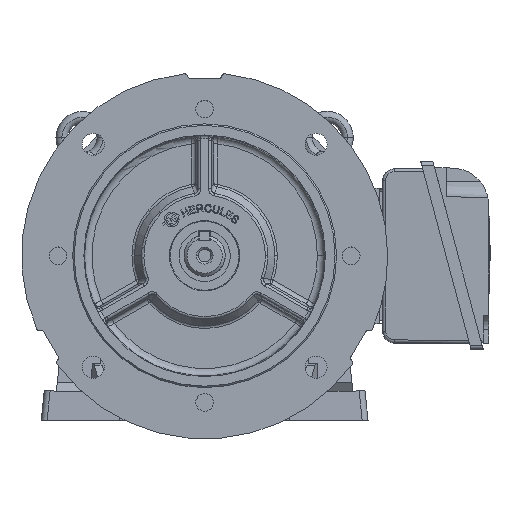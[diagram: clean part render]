
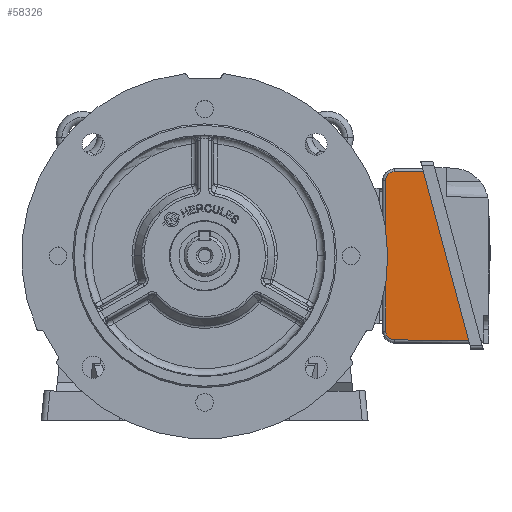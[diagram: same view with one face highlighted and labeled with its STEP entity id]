
A CAD part, top view. The second image highlights one B-rep face of the part: STEP entity #58326.
In plain terms, the highlighted planar face has unit normal (-0.017, -0.004, 1).
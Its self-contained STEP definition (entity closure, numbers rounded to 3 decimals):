
#1277 = CARTESIAN_POINT ( 'NONE',  ( 123.466, -51.329, 47.299 ) ) ;
#2392 = CARTESIAN_POINT ( 'NONE',  ( 123.466, -54.819, 47.283 ) ) ;
#3391 = DIRECTION ( 'NONE',  ( 1., 0., 0.017 ) ) ;
#5141 = DIRECTION ( 'NONE',  ( -0.017, -0.005, 1. ) ) ;
#5444 = CARTESIAN_POINT ( 'NONE',  ( 129.396, 57.379, 47.89 ) ) ;
#11375 = CARTESIAN_POINT ( 'NONE',  ( 129.362, 57.378, 47.889 ) ) ;
#12723 = EDGE_CURVE ( 'NONE', #18406, #41441, #50524, .T. ) ;
#13469 = LINE ( 'NONE', #59966, #17141 ) ;
#14660 = EDGE_CURVE ( 'NONE', #48546, #28352, #43368, .T. ) ;
#14806 = CARTESIAN_POINT ( 'NONE',  ( 150.65, 57.75, 48.25 ) ) ;
#16028 = ORIENTED_EDGE ( 'NONE', *, *, #14660, .T. ) ;
#17141 = VECTOR ( 'NONE', #72393, 1000. ) ;
#18406 = VERTEX_POINT ( 'NONE', #21000 ) ;
#20010 = PLANE ( 'NONE',  #26362 ) ;
#21000 = CARTESIAN_POINT ( 'NONE',  ( 129.414, -57.328, 47.372 ) ) ;
#22361 = CARTESIAN_POINT ( 'NONE',  ( 123.466, 54.846, 47.779 ) ) ;
#22796 = VECTOR ( 'NONE', #60386, 1000. ) ;
#24275 = ORIENTED_EDGE ( 'NONE', *, *, #54711, .T. ) ;
#24518 = CARTESIAN_POINT ( 'NONE',  ( 181.607, -57.784, 48.25 ) ) ;
#25695 = FACE_OUTER_BOUND ( 'NONE', #54831, .T. ) ;
#26362 = AXIS2_PLACEMENT_3D ( 'NONE', #72157, #5141, #3391 ) ;
#28352 = VERTEX_POINT ( 'NONE', #36253 ) ;
#28955 = ORIENTED_EDGE ( 'NONE', *, *, #74469, .T. ) ;
#30403 = CARTESIAN_POINT ( 'NONE',  ( 129.414, -57.328, 47.372 ) ) ;
#32593 =( BOUNDED_CURVE ( )  B_SPLINE_CURVE ( 3, ( #11375, #74116, #22361, #57110 ),
 .UNSPECIFIED., .F., .F. ) 
 B_SPLINE_CURVE_WITH_KNOTS ( ( 4, 4 ),
 ( 1.326, 2.88 ),
 .UNSPECIFIED. ) 
 CURVE ( )  GEOMETRIC_REPRESENTATION_ITEM ( )  RATIONAL_B_SPLINE_CURVE ( ( 1., 0.809, 0.809, 1. ) ) 
 REPRESENTATION_ITEM ( '' )  );
#36253 = CARTESIAN_POINT ( 'NONE',  ( 123.466, -51.329, 47.299 ) ) ;
#37318 = CARTESIAN_POINT ( 'NONE',  ( 123.466, 10.284, 47.577 ) ) ;
#37516 = EDGE_CURVE ( 'NONE', #41441, #73308, #13469, .T. ) ;
#41441 = VERTEX_POINT ( 'NONE', #24518 ) ;
#43368 = LINE ( 'NONE', #37318, #22796 ) ;
#45165 = ORIENTED_EDGE ( 'NONE', *, *, #12723, .T. ) ;
#45900 = LINE ( 'NONE', #5444, #54994 ) ;
#48546 = VERTEX_POINT ( 'NONE', #62536 ) ;
#50524 = LINE ( 'NONE', #55045, #58016 ) ;
#51177 = DIRECTION ( 'NONE',  ( -1., -0.017, -0.017 ) ) ;
#53619 = ORIENTED_EDGE ( 'NONE', *, *, #37516, .T. ) ;
#54711 = EDGE_CURVE ( 'NONE', #73308, #58231, #45900, .T. ) ;
#54831 = EDGE_LOOP ( 'NONE', ( #60313, #45165, #53619, #24275, #28955, #16028 ) ) ;
#54994 = VECTOR ( 'NONE', #51177, 1000. ) ;
#55045 = CARTESIAN_POINT ( 'NONE',  ( 162.782, -57.62, 47.933 ) ) ;
#55828 = EDGE_CURVE ( 'NONE', #28352, #18406, #66230, .T. ) ;
#57110 = CARTESIAN_POINT ( 'NONE',  ( 123.466, 51.379, 47.763 ) ) ;
#58016 = VECTOR ( 'NONE', #67873, 1000. ) ;
#58231 = VERTEX_POINT ( 'NONE', #64993 ) ;
#58326 = ADVANCED_FACE ( 'NONE', ( #25695 ), #20010, .T. ) ;
#59966 = CARTESIAN_POINT ( 'NONE',  ( 163.369, 10.281, 48.25 ) ) ;
#60313 = ORIENTED_EDGE ( 'NONE', *, *, #55828, .T. ) ;
#60386 = DIRECTION ( 'NONE',  ( 0., -1., -0.005 ) ) ;
#62536 = CARTESIAN_POINT ( 'NONE',  ( 123.466, 51.379, 47.763 ) ) ;
#64993 = CARTESIAN_POINT ( 'NONE',  ( 129.362, 57.378, 47.889 ) ) ;
#66230 =( BOUNDED_CURVE ( )  B_SPLINE_CURVE ( 3, ( #1277, #2392, #70417, #30403 ),
 .UNSPECIFIED., .F., .F. ) 
 B_SPLINE_CURVE_WITH_KNOTS ( ( 4, 4 ),
 ( 2.88, 4.442 ),
 .UNSPECIFIED. ) 
 CURVE ( )  GEOMETRIC_REPRESENTATION_ITEM ( )  RATIONAL_B_SPLINE_CURVE ( ( 1., 0.807, 0.807, 1. ) ) 
 REPRESENTATION_ITEM ( '' )  );
#67873 = DIRECTION ( 'NONE',  ( 1., -0.009, 0.017 ) ) ;
#70417 = CARTESIAN_POINT ( 'NONE',  ( 125.924, -57.298, 47.313 ) ) ;
#72157 = CARTESIAN_POINT ( 'NONE',  ( 163.369, 10.281, 48.25 ) ) ;
#72393 = DIRECTION ( 'NONE',  ( -0.259, 0.966, 0. ) ) ;
#73308 = VERTEX_POINT ( 'NONE', #14806 ) ;
#74116 = CARTESIAN_POINT ( 'NONE',  ( 125.896, 57.318, 47.831 ) ) ;
#74469 = EDGE_CURVE ( 'NONE', #58231, #48546, #32593, .T. ) ;
